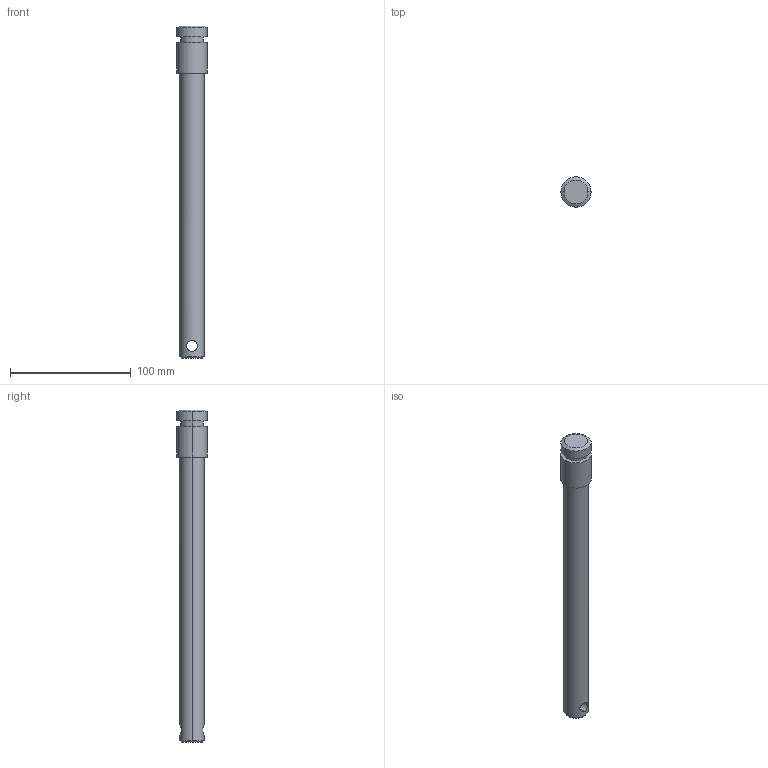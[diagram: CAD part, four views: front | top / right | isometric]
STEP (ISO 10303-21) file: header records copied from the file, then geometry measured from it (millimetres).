
FILE_DESCRIPTION (( 'STEP AP214' ), '1' );
FILE_NAME ('Tige piston complète.STEP', '2022-05-19T08:12:27', ( '' ), ( '' ), 'SwSTEP 2.0', 'SolidWorks 2014', '' );
FILE_SCHEMA (( 'AUTOMOTIVE_DESIGN' ));
Length unit declared in the file: millimetre
Products named in the file (4): Tige piston complète inox; T皻e piston MP inox; Tige piston; Tige piston complète
Assembly tree (3 placements, depth 3):
  Tige piston complète
    Tige piston complète inox
      Tige piston
    T皻e piston MP inox
Bounding box: 25 x 25 x 275 mm (x, y, z)
Volume: 90940.6 mm3; surface area: 23124.6 mm2
Topology: 2 solids, 2 shells, 23 faces, 44 edges, 28 vertices
Faces by surface type: cylinder 12, plane 7, cone 4
Entity records: 862 total; most frequent: CARTESIAN_POINT 242, DIRECTION 124, ORIENTED_EDGE 88, AXIS2_PLACEMENT_3D 54, EDGE_CURVE 44, VERTEX_POINT 28, EDGE_LOOP 28, CIRCLE 24
